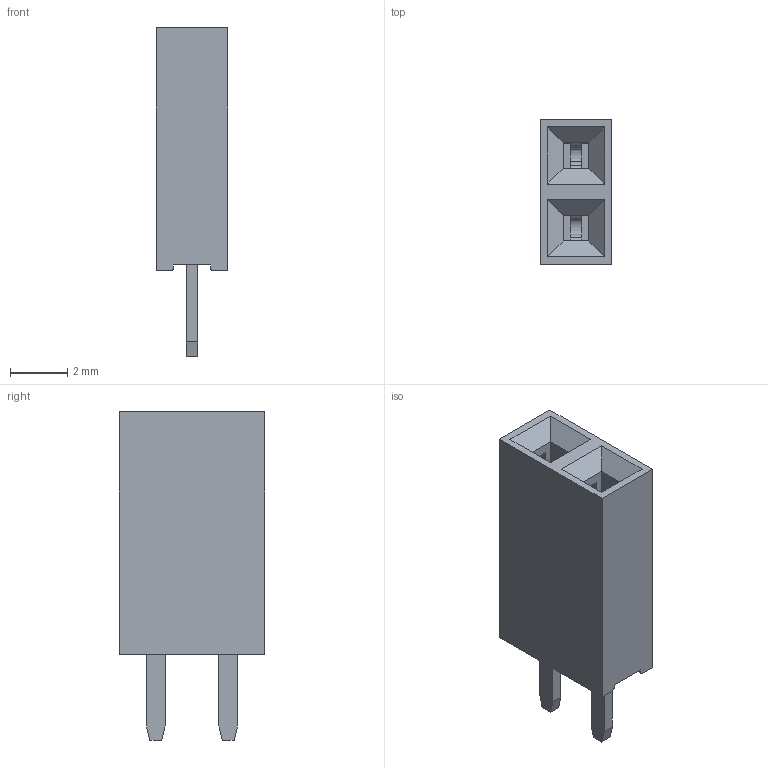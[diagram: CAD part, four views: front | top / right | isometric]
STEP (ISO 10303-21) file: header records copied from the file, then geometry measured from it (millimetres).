
FILE_DESCRIPTION(('FreeCAD Model'),'2;1');
FILE_NAME('Open CASCADE Shape Model','2023-05-12T02:53:40',( 'kicad StepUp'),('ksu MCAD'),'Open CASCADE STEP processor 7.6', 'FreeCAD','Unknown');
FILE_SCHEMA(('AUTOMOTIVE_DESIGN { 1 0 10303 214 1 1 1 1 }'));
Length unit declared in the file: millimetre
Products named in the file (4): Female_Header_1x2P2.54_H8.5_straight; Pin_One004; Epoxy_Body004; Body042
Assembly tree (3 placements, depth 2):
  Female_Header_1x2P2.54_H8.5_straight
    Pin_One004
    Epoxy_Body004
    Body042
Bounding box: 2.5 x 5.08 x 11.5 mm (x, y, z)
Volume: 93.4 mm3; surface area: 310 mm2
Topology: 3 solids, 3 shells, 92 faces, 254 edges, 168 vertices
Faces by surface type: plane 68, cylinder 16, bspline 8
Entity records: 2995 total; most frequent: CARTESIAN_POINT 550, ORIENTED_EDGE 508, DIRECTION 458, EDGE_CURVE 254, LINE 210, VECTOR 210, VERTEX_POINT 168, AXIS2_PLACEMENT_3D 124
